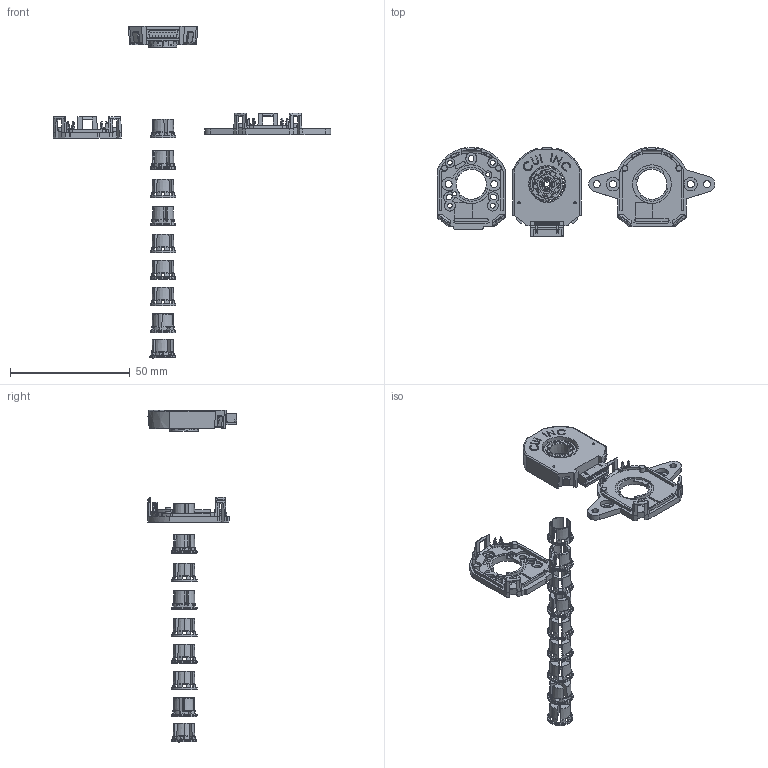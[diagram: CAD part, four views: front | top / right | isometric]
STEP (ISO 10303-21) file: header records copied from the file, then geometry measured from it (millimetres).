
FILE_DESCRIPTION (( 'STEP AP214' ), '1' );
FILE_NAME ('AMT112S-V r1c1 xt.STEP', '2020-02-24T15:36:39', ( '' ), ( '' ), 'SwSTEP 2.0', 'SolidWorks 2017', '' );
FILE_SCHEMA (( 'AUTOMOTIVE_DESIGN' ));
Length unit declared in the file: inch
Products named in the file (1): AMT112S-V r1c1 xt
Bounding box: 116.15 x 37.25 x 138.86 mm (x, y, z)
Volume: 9245.9 mm3; surface area: 16902 mm2
Topology: 16 solids, 16 shells, 4253 faces, 11179 edges, 7429 vertices
Faces by surface type: plane 1956, cylinder 1559, cone 629, bspline 109
Entity records: 146582 total; most frequent: CARTESIAN_POINT 33155, ORIENTED_EDGE 22346, DIRECTION 22104, EDGE_CURVE 11173, AXIS2_PLACEMENT_3D 8267, VERTEX_POINT 7429, LINE 5570, VECTOR 5570
